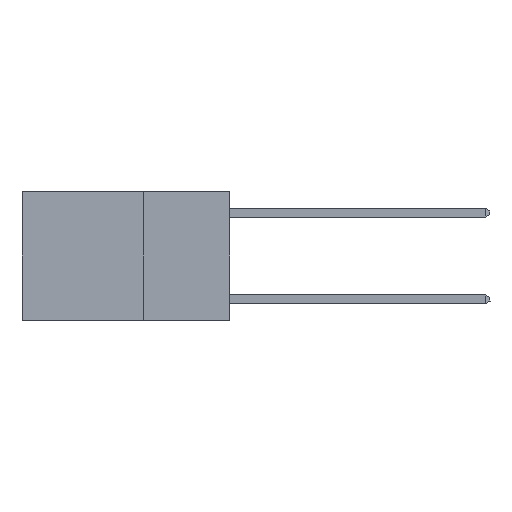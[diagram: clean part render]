
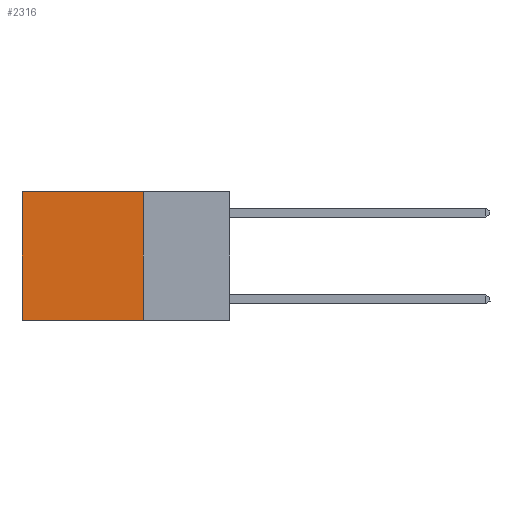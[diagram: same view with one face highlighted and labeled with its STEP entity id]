
A CAD part, left-side view. The second image highlights one B-rep face of the part: STEP entity #2316.
In plain terms, the highlighted planar face has unit normal (-1, 0, 0).
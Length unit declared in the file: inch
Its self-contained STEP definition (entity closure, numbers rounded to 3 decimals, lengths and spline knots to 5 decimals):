
#253 = VERTEX_POINT ( 'NONE', #7970 ) ;
#601 = EDGE_CURVE ( 'NONE', #253, #6340, #3708, .T. ) ;
#1358 = LINE ( 'NONE', #19503, #15602 ) ;
#1657 = CARTESIAN_POINT ( 'NONE',  ( 0.2625, 0.25, -0.37 ) ) ;
#1807 = EDGE_CURVE ( 'NONE', #253, #9838, #10887, .T. ) ;
#2316 = ADVANCED_FACE ( 'NONE', ( #12100 ), #5117, .F. ) ;
#3555 = DIRECTION ( 'NONE',  ( 0., 0., -1. ) ) ;
#3708 = LINE ( 'NONE', #20326, #15442 ) ;
#4583 = CARTESIAN_POINT ( 'NONE',  ( 0.2625, 0.25, 0. ) ) ;
#5117 = PLANE ( 'NONE',  #12793 ) ;
#5224 = ORIENTED_EDGE ( 'NONE', *, *, #1807, .T. ) ;
#5449 = CARTESIAN_POINT ( 'NONE',  ( 0.2625, 0.6, 0. ) ) ;
#5685 = DIRECTION ( 'NONE',  ( 0., 0., -1. ) ) ;
#6340 = VERTEX_POINT ( 'NONE', #8366 ) ;
#6739 = CARTESIAN_POINT ( 'NONE',  ( 0.2625, 0.25, 0. ) ) ;
#6804 = DIRECTION ( 'NONE',  ( 0., 0., -1. ) ) ;
#6978 = ORIENTED_EDGE ( 'NONE', *, *, #601, .F. ) ;
#7575 = EDGE_CURVE ( 'NONE', #9838, #9725, #1358, .T. ) ;
#7810 = DIRECTION ( 'NONE',  ( 0., 1., 0. ) ) ;
#7970 = CARTESIAN_POINT ( 'NONE',  ( 0.2625, 0.25, 0. ) ) ;
#8366 = CARTESIAN_POINT ( 'NONE',  ( 0.2625, 0.25, -0.37 ) ) ;
#8754 = VECTOR ( 'NONE', #14530, 39.37008 ) ;
#9321 = EDGE_CURVE ( 'NONE', #6340, #9725, #9987, .T. ) ;
#9486 = ORIENTED_EDGE ( 'NONE', *, *, #9321, .F. ) ;
#9657 = ORIENTED_EDGE ( 'NONE', *, *, #7575, .T. ) ;
#9725 = VERTEX_POINT ( 'NONE', #11449 ) ;
#9838 = VERTEX_POINT ( 'NONE', #5449 ) ;
#9987 = LINE ( 'NONE', #1657, #8754 ) ;
#10887 = LINE ( 'NONE', #4583, #13643 ) ;
#11449 = CARTESIAN_POINT ( 'NONE',  ( 0.2625, 0.6, -0.37 ) ) ;
#12100 = FACE_OUTER_BOUND ( 'NONE', #18885, .T. ) ;
#12793 = AXIS2_PLACEMENT_3D ( 'NONE', #6739, #17920, #6804 ) ;
#13643 = VECTOR ( 'NONE', #7810, 39.37008 ) ;
#14530 = DIRECTION ( 'NONE',  ( 0., 1., 0. ) ) ;
#15442 = VECTOR ( 'NONE', #5685, 39.37008 ) ;
#15602 = VECTOR ( 'NONE', #3555, 39.37008 ) ;
#17920 = DIRECTION ( 'NONE',  ( 1., 0., 0. ) ) ;
#18885 = EDGE_LOOP ( 'NONE', ( #9657, #9486, #6978, #5224 ) ) ;
#19503 = CARTESIAN_POINT ( 'NONE',  ( 0.2625, 0.6, 0. ) ) ;
#20326 = CARTESIAN_POINT ( 'NONE',  ( 0.2625, 0.25, 0. ) ) ;
